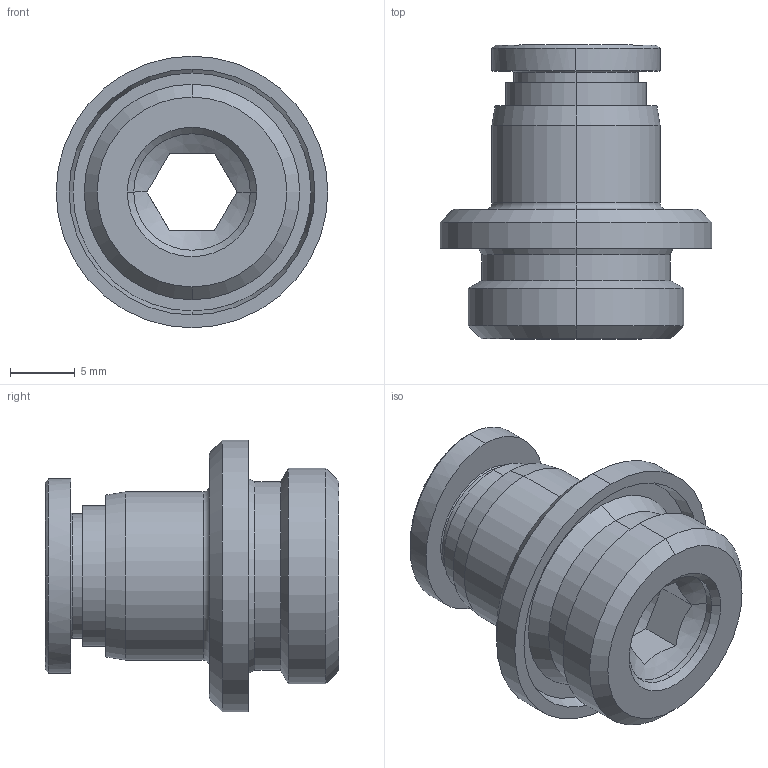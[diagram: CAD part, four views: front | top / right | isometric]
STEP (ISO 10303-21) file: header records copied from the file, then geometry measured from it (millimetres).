
FILE_DESCRIPTION (( 'STEP AP214' ), '1' );
FILE_NAME ('POC08-G03.STEP', '2018-09-10T08:56:34', ( '' ), ( '' ), 'SwSTEP 2.0', 'SolidWorks 2018', '' );
FILE_SCHEMA (( 'AUTOMOTIVE_DESIGN' ));
Length unit declared in the file: millimetre
Products named in the file (1): POC08-G03
Bounding box: 21 x 22.7 x 21 mm (x, y, z)
Surface area: 2402.7 mm2 (no closed solid volume)
Topology: 0 solids, 2 shells, 336 faces, 1166 edges, 776 vertices
Faces by surface type: plane 261, bspline 30, cylinder 23, cone 20, torus 2
Entity records: 16785 total; most frequent: CARTESIAN_POINT 3482, ORIENTED_EDGE 1996, DIRECTION 1772, EDGE_CURVE 1166, VECTOR 1014, LINE 1014, VERTEX_POINT 776, AXIS2_PLACEMENT_3D 379
